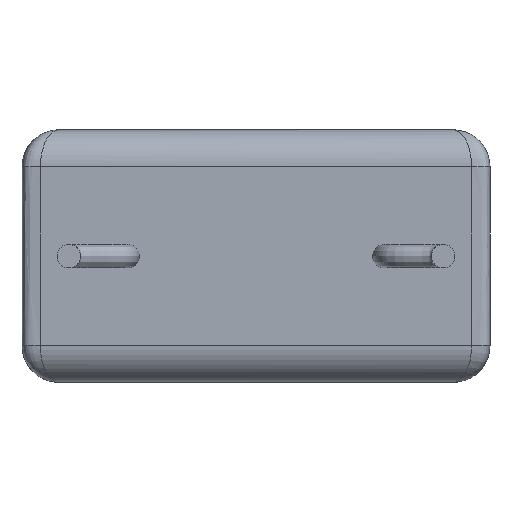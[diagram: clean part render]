
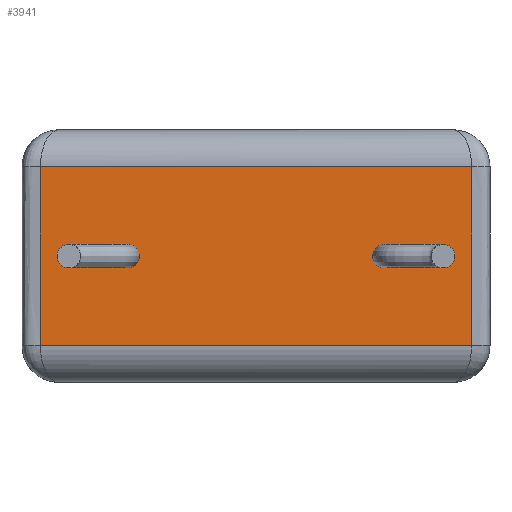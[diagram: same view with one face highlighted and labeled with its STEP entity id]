
A CAD part, front view. The second image highlights one B-rep face of the part: STEP entity #3941.
In plain terms, the highlighted planar face has unit normal (0, -1, 0).
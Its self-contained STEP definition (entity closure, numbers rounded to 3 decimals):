
#63 = EDGE_CURVE ( 'NONE', #3818, #318, #2426, .T. ) ;
#114 = DIRECTION ( 'NONE',  ( 0., 0., -1. ) ) ;
#115 = ORIENTED_EDGE ( 'NONE', *, *, #1195, .T. ) ;
#203 = CARTESIAN_POINT ( 'NONE',  ( 0., 0., 6.85 ) ) ;
#223 = ORIENTED_EDGE ( 'NONE', *, *, #1500, .F. ) ;
#236 = CARTESIAN_POINT ( 'NONE',  ( 12.2, 0., 5.85 ) ) ;
#318 = VERTEX_POINT ( 'NONE', #4310 ) ;
#332 = CIRCLE ( 'NONE', #1523, 0.32 ) ;
#365 = VERTEX_POINT ( 'NONE', #236 ) ;
#582 = CARTESIAN_POINT ( 'NONE',  ( 2.87, 0., 3.745 ) ) ;
#599 = AXIS2_PLACEMENT_3D ( 'NONE', #5294, #2748, #1274 ) ;
#685 = DIRECTION ( 'NONE',  ( 0., 1., 0. ) ) ;
#763 = ORIENTED_EDGE ( 'NONE', *, *, #5389, .T. ) ;
#805 = CIRCLE ( 'NONE', #2985, 0.32 ) ;
#928 = DIRECTION ( 'NONE',  ( 0., 0., 1. ) ) ;
#973 = CARTESIAN_POINT ( 'NONE',  ( 0.5, 0., 2.617 ) ) ;
#978 = EDGE_CURVE ( 'NONE', #2562, #365, #6271, .T. ) ;
#1080 = CARTESIAN_POINT ( 'NONE',  ( 9.83, 0., 3.425 ) ) ;
#1194 = PLANE ( 'NONE',  #3571 ) ;
#1195 = EDGE_CURVE ( 'NONE', #5402, #6435, #332, .T. ) ;
#1235 = DIRECTION ( 'NONE',  ( 0., 1., 0. ) ) ;
#1274 = DIRECTION ( 'NONE',  ( 0., 0., 1. ) ) ;
#1500 = EDGE_CURVE ( 'NONE', #4168, #4299, #805, .T. ) ;
#1523 = AXIS2_PLACEMENT_3D ( 'NONE', #1080, #5236, #114 ) ;
#1556 = CARTESIAN_POINT ( 'NONE',  ( 0., 0., 5.85 ) ) ;
#1665 = CARTESIAN_POINT ( 'NONE',  ( 12.2, 0., 4.233 ) ) ;
#1730 = ORIENTED_EDGE ( 'NONE', *, *, #63, .T. ) ;
#1801 = CARTESIAN_POINT ( 'NONE',  ( 12.2, 0., 5.85 ) ) ;
#2029 = ORIENTED_EDGE ( 'NONE', *, *, #978, .T. ) ;
#2195 = DIRECTION ( 'NONE',  ( -1., 0., 0. ) ) ;
#2377 = CARTESIAN_POINT ( 'NONE',  ( 9.83, 0., 3.745 ) ) ;
#2426 = B_SPLINE_CURVE_WITH_KNOTS ( 'NONE', 3,
 ( #5094, #3498, #973, #5608 ),
 .UNSPECIFIED., .F., .F.,
 ( 4, 4 ),
 ( 0.146, 0.854 ),
 .UNSPECIFIED. ) ;
#2562 = VERTEX_POINT ( 'NONE', #4122 ) ;
#2687 = CARTESIAN_POINT ( 'NONE',  ( 12.2, 0., 2.617 ) ) ;
#2714 = LINE ( 'NONE', #1556, #6563 ) ;
#2748 = DIRECTION ( 'NONE',  ( 0., -1., 0. ) ) ;
#2793 = DIRECTION ( 'NONE',  ( 0., 0., 1. ) ) ;
#2811 = DIRECTION ( 'NONE',  ( 0., 0., -1. ) ) ;
#2985 = AXIS2_PLACEMENT_3D ( 'NONE', #4031, #5518, #928 ) ;
#3003 = CARTESIAN_POINT ( 'NONE',  ( 0.5, 0., 5.85 ) ) ;
#3097 = FACE_BOUND ( 'NONE', #5904, .T. ) ;
#3114 = ORIENTED_EDGE ( 'NONE', *, *, #3217, .T. ) ;
#3217 = EDGE_CURVE ( 'NONE', #318, #2562, #5249, .T. ) ;
#3445 = EDGE_LOOP ( 'NONE', ( #763, #115 ) ) ;
#3498 = CARTESIAN_POINT ( 'NONE',  ( 0.5, 0., 4.233 ) ) ;
#3571 = AXIS2_PLACEMENT_3D ( 'NONE', #203, #1235, #2793 ) ;
#3730 = CARTESIAN_POINT ( 'NONE',  ( 9.83, 0., 3.425 ) ) ;
#3818 = VERTEX_POINT ( 'NONE', #3003 ) ;
#3851 = AXIS2_PLACEMENT_3D ( 'NONE', #3730, #685, #2811 ) ;
#3941 = ADVANCED_FACE ( 'NONE', ( #6215, #4359, #3097 ), #1194, .F. ) ;
#4031 = CARTESIAN_POINT ( 'NONE',  ( 2.87, 0., 3.425 ) ) ;
#4122 = CARTESIAN_POINT ( 'NONE',  ( 12.2, 0., 1. ) ) ;
#4168 = VERTEX_POINT ( 'NONE', #582 ) ;
#4299 = VERTEX_POINT ( 'NONE', #4453 ) ;
#4310 = CARTESIAN_POINT ( 'NONE',  ( 0.5, 0., 1. ) ) ;
#4359 = FACE_OUTER_BOUND ( 'NONE', #6236, .T. ) ;
#4453 = CARTESIAN_POINT ( 'NONE',  ( 2.87, 0., 3.105 ) ) ;
#4628 = CIRCLE ( 'NONE', #3851, 0.32 ) ;
#4652 = ORIENTED_EDGE ( 'NONE', *, *, #6286, .T. ) ;
#5094 = CARTESIAN_POINT ( 'NONE',  ( 0.5, 0., 5.85 ) ) ;
#5196 = CIRCLE ( 'NONE', #599, 0.32 ) ;
#5236 = DIRECTION ( 'NONE',  ( 0., 1., 0. ) ) ;
#5249 = LINE ( 'NONE', #6141, #6155 ) ;
#5294 = CARTESIAN_POINT ( 'NONE',  ( 2.87, 0., 3.425 ) ) ;
#5389 = EDGE_CURVE ( 'NONE', #6435, #5402, #4628, .T. ) ;
#5402 = VERTEX_POINT ( 'NONE', #6384 ) ;
#5518 = DIRECTION ( 'NONE',  ( 0., -1., 0. ) ) ;
#5556 = EDGE_CURVE ( 'NONE', #4299, #4168, #5196, .T. ) ;
#5608 = CARTESIAN_POINT ( 'NONE',  ( 0.5, 0., 1. ) ) ;
#5615 = ORIENTED_EDGE ( 'NONE', *, *, #5556, .F. ) ;
#5904 = EDGE_LOOP ( 'NONE', ( #223, #5615 ) ) ;
#6098 = DIRECTION ( 'NONE',  ( 1., 0., 0. ) ) ;
#6141 = CARTESIAN_POINT ( 'NONE',  ( 12.2, 0., 1. ) ) ;
#6155 = VECTOR ( 'NONE', #6098, 1000. ) ;
#6215 = FACE_BOUND ( 'NONE', #3445, .T. ) ;
#6236 = EDGE_LOOP ( 'NONE', ( #1730, #3114, #2029, #4652 ) ) ;
#6271 = B_SPLINE_CURVE_WITH_KNOTS ( 'NONE', 3,
 ( #6322, #2687, #1665, #1801 ),
 .UNSPECIFIED., .F., .F.,
 ( 4, 4 ),
 ( 0.146, 0.854 ),
 .UNSPECIFIED. ) ;
#6286 = EDGE_CURVE ( 'NONE', #365, #3818, #2714, .T. ) ;
#6322 = CARTESIAN_POINT ( 'NONE',  ( 12.2, 0., 1. ) ) ;
#6384 = CARTESIAN_POINT ( 'NONE',  ( 9.83, 0., 3.105 ) ) ;
#6435 = VERTEX_POINT ( 'NONE', #2377 ) ;
#6563 = VECTOR ( 'NONE', #2195, 1000. ) ;
